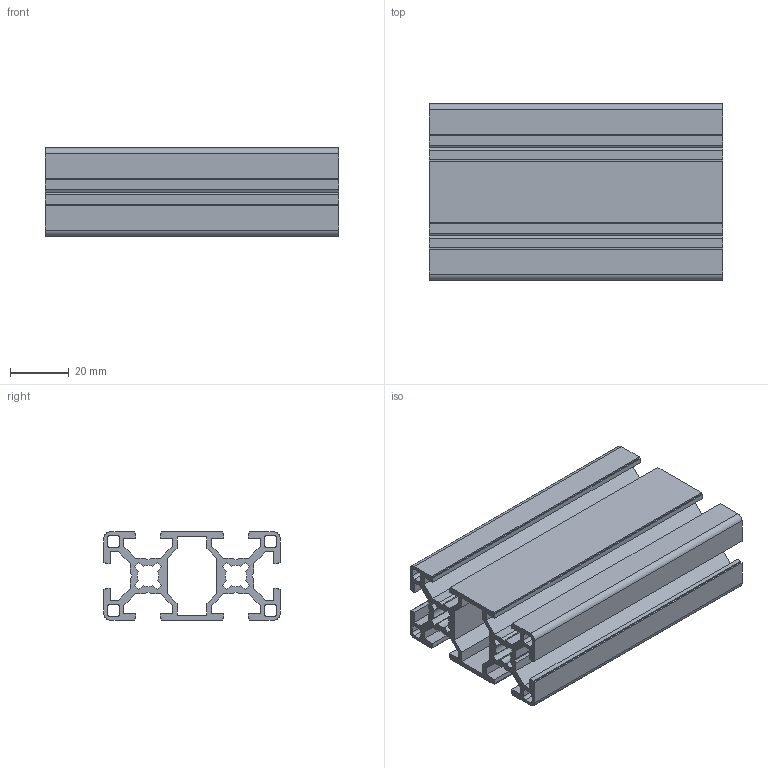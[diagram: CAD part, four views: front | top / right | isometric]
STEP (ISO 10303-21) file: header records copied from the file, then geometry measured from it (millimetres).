
FILE_DESCRIPTION(/* description */ ('Profil 30x60'),/* implementation_level */ '2;1');
FILE_NAME(/* name */ '103068.stp',/* time_stamp */ '2023-01-24T13:59:07+01:00',/* author */ ('Špaček'),/* organization */ ('Alutec K&K'),/* preprocessor_version */ 'ST-DEVELOPER v18.1',/* originating_system */ 'Autodesk Inventor 2021',/* authorisation */ '');
FILE_SCHEMA (('AUTOMOTIVE_DESIGN { 1 0 10303 214 3 1 1 }'));
Length unit declared in the file: millimetre
Products named in the file (1): 103068
Bounding box: 100 x 60 x 30 mm (x, y, z)
Volume: 55009 mm3; surface area: 58158.8 mm2
Topology: 1 solids, 1 shells, 188 faces, 558 edges, 372 vertices
Faces by surface type: plane 152, cylinder 36
Entity records: 6303 total; most frequent: CARTESIAN_POINT 1119, ORIENTED_EDGE 1116, DIRECTION 1008, EDGE_CURVE 558, LINE 486, VECTOR 486, VERTEX_POINT 372, AXIS2_PLACEMENT_3D 261
